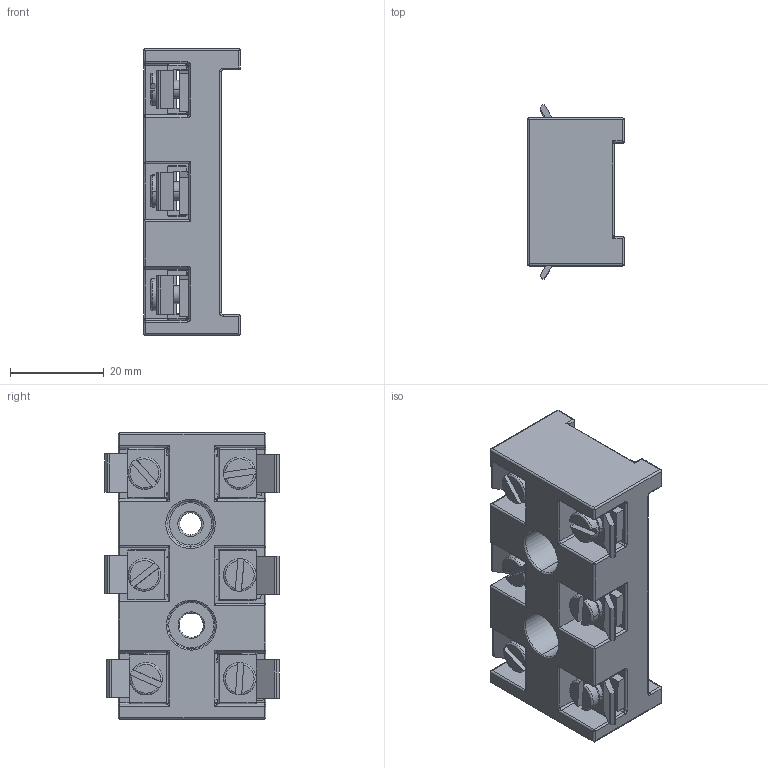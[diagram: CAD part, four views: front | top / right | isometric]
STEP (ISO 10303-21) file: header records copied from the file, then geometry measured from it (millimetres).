
FILE_DESCRIPTION (( 'STEP AP203' ), '1' );
FILE_NAME ('111621 ACCU-GLASS PRODUCTS, INC.STEP', '2009-06-22T22:24:07', ( ' ' ), ( ' ' ), 'SwSTEP 2.0', 'SolidWorks 2006004', '' );
FILE_SCHEMA (( 'CONFIG_CONTROL_DESIGN' ));
Length unit declared in the file: centimetre
Products named in the file (1): 111621 ACCU-GLASS PRODUCTS, INC
Bounding box: 20.62 x 37.15 x 61.09 mm (x, y, z)
Volume: 24668 mm3; surface area: 15054.2 mm2
Topology: 1 solids, 4 shells, 715 faces, 1838 edges, 1116 vertices
Faces by surface type: cylinder 295, plane 262, bspline 158
Entity records: 26971 total; most frequent: CARTESIAN_POINT 10632, ORIENTED_EDGE 3624, DIRECTION 3208, EDGE_CURVE 1812, AXIS2_PLACEMENT_3D 1128, VERTEX_POINT 1116, VECTOR 952, LINE 952
